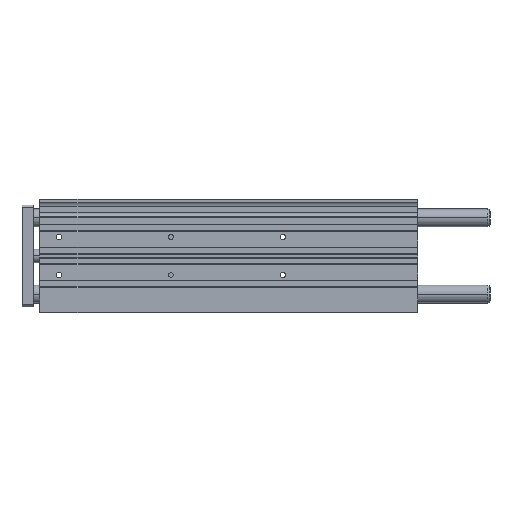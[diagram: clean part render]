
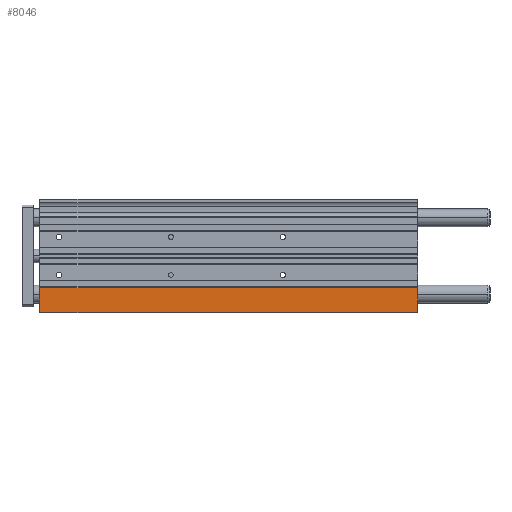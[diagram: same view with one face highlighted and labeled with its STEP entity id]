
A CAD part, top view. The second image highlights one B-rep face of the part: STEP entity #8046.
In plain terms, the highlighted planar face has unit normal (0, 0, 1).
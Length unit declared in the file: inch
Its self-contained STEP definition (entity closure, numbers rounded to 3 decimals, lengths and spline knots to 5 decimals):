
#149 = LINE ( 'NONE', #11759, #5680 ) ;
#602 = EDGE_LOOP ( 'NONE', ( #1753, #6327, #3990, #881 ) ) ;
#647 = PLANE ( 'NONE',  #5849 ) ;
#881 = ORIENTED_EDGE ( 'NONE', *, *, #8004, .T. ) ;
#938 = DIRECTION ( 'NONE',  ( -1., 0., 0. ) ) ;
#1153 = LINE ( 'NONE', #4870, #10995 ) ;
#1496 = CARTESIAN_POINT ( 'NONE',  ( 0., -1.11024, 0.82677 ) ) ;
#1753 = ORIENTED_EDGE ( 'NONE', *, *, #4446, .T. ) ;
#2448 = DIRECTION ( 'NONE',  ( 0., 0., -1. ) ) ;
#2910 = VERTEX_POINT ( 'NONE', #5422 ) ;
#3326 = EDGE_CURVE ( 'NONE', #2910, #10261, #149, .T. ) ;
#3374 = LINE ( 'NONE', #6965, #6232 ) ;
#3829 = CARTESIAN_POINT ( 'NONE',  ( 0., -1.98819, 0.82677 ) ) ;
#3990 = ORIENTED_EDGE ( 'NONE', *, *, #11817, .F. ) ;
#4313 = DIRECTION ( 'NONE',  ( 0., -1., 0. ) ) ;
#4446 = EDGE_CURVE ( 'NONE', #8001, #10261, #4986, .T. ) ;
#4753 = CARTESIAN_POINT ( 'NONE',  ( 0., -1.11024, 0.82677 ) ) ;
#4870 = CARTESIAN_POINT ( 'NONE',  ( 13.2874, -1.11024, 0.82677 ) ) ;
#4986 = LINE ( 'NONE', #1496, #6160 ) ;
#5009 = DIRECTION ( 'NONE',  ( 0., -1., 0. ) ) ;
#5422 = CARTESIAN_POINT ( 'NONE',  ( 13.2874, -1.98819, 0.82677 ) ) ;
#5680 = VECTOR ( 'NONE', #938, 39.37008 ) ;
#5849 = AXIS2_PLACEMENT_3D ( 'NONE', #8167, #2448, #9784 ) ;
#6101 = FACE_OUTER_BOUND ( 'NONE', #602, .T. ) ;
#6160 = VECTOR ( 'NONE', #4313, 39.37008 ) ;
#6232 = VECTOR ( 'NONE', #5009, 39.37008 ) ;
#6327 = ORIENTED_EDGE ( 'NONE', *, *, #3326, .F. ) ;
#6965 = CARTESIAN_POINT ( 'NONE',  ( 13.2874, -1.11024, 0.82677 ) ) ;
#8001 = VERTEX_POINT ( 'NONE', #4753 ) ;
#8004 = EDGE_CURVE ( 'NONE', #10108, #8001, #1153, .T. ) ;
#8013 = CARTESIAN_POINT ( 'NONE',  ( 13.2874, -1.11024, 0.82677 ) ) ;
#8046 = ADVANCED_FACE ( 'NONE', ( #6101 ), #647, .F. ) ;
#8167 = CARTESIAN_POINT ( 'NONE',  ( 13.2874, -1.11024, 0.82677 ) ) ;
#8431 = DIRECTION ( 'NONE',  ( -1., 0., 0. ) ) ;
#9784 = DIRECTION ( 'NONE',  ( 0., -1., 0. ) ) ;
#10108 = VERTEX_POINT ( 'NONE', #8013 ) ;
#10261 = VERTEX_POINT ( 'NONE', #3829 ) ;
#10995 = VECTOR ( 'NONE', #8431, 39.37008 ) ;
#11759 = CARTESIAN_POINT ( 'NONE',  ( 13.2874, -1.98819, 0.82677 ) ) ;
#11817 = EDGE_CURVE ( 'NONE', #10108, #2910, #3374, .T. ) ;
